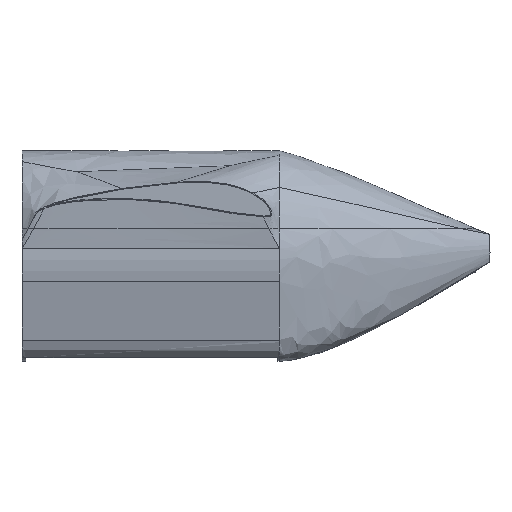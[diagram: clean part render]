
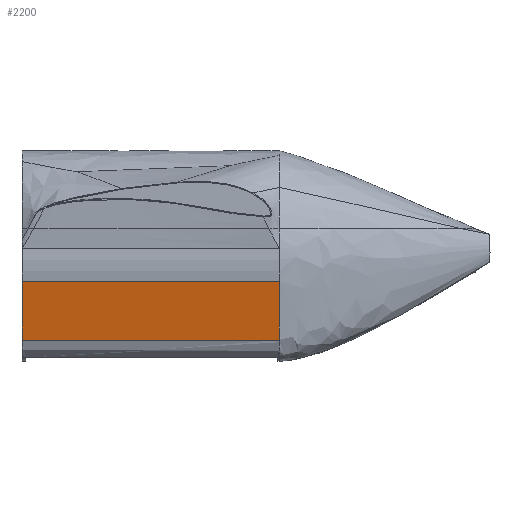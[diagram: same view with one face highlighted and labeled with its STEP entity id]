
A CAD part, left-side view. The second image highlights one B-rep face of the part: STEP entity #2200.
In plain terms, the highlighted planar face has unit normal (-0.982, 0, -0.189).
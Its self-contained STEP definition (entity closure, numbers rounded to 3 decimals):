
#162=B_SPLINE_CURVE_WITH_KNOTS('',3,(#8302,#8303,#8304,#8305,#8306,#8307),
 .UNSPECIFIED.,.F.,.F.,(4,2,4),(0.201,0.351,0.512),
 .UNSPECIFIED.);
#313=PLANE('',#2353);
#390=FACE_OUTER_BOUND('',#522,.T.);
#522=EDGE_LOOP('',(#1753,#1754,#1755,#1756));
#685=LINE('',#8292,#827);
#688=LINE('',#8309,#830);
#689=LINE('',#8310,#831);
#827=VECTOR('',#2621,10.);
#830=VECTOR('',#2630,10.);
#831=VECTOR('',#2631,8.481);
#1032=VERTEX_POINT('',#8284);
#1033=VERTEX_POINT('',#8291);
#1037=VERTEX_POINT('',#8301);
#1038=VERTEX_POINT('',#8308);
#1306=EDGE_CURVE('',#1033,#1032,#685,.T.);
#1311=EDGE_CURVE('',#1032,#1037,#162,.T.);
#1312=EDGE_CURVE('',#1038,#1037,#688,.T.);
#1313=EDGE_CURVE('',#1033,#1038,#689,.T.);
#1753=ORIENTED_EDGE('',*,*,#1311,.T.);
#1754=ORIENTED_EDGE('',*,*,#1312,.F.);
#1755=ORIENTED_EDGE('',*,*,#1313,.F.);
#1756=ORIENTED_EDGE('',*,*,#1306,.T.);
#2200=ADVANCED_FACE('',(#390),#313,.T.);
#2353=AXIS2_PLACEMENT_3D('',#8300,#2628,#2629);
#2621=DIRECTION('',(0.,-1.,0.));
#2628=DIRECTION('center_axis',(-0.982,0.,-0.189));
#2629=DIRECTION('ref_axis',(-0.189,0.,0.982));
#2630=DIRECTION('',(0.,-1.,0.));
#2631=DIRECTION('',(-0.189,0.,0.982));
#8284=CARTESIAN_POINT('',(-60.584,135.,-60.65));
#8291=CARTESIAN_POINT('',(-60.584,300.,-60.65));
#8292=CARTESIAN_POINT('',(-60.584,300.,-60.65));
#8300=CARTESIAN_POINT('Origin',(-67.769,300.,-23.25));
#8301=CARTESIAN_POINT('',(-67.769,135.,-23.25));
#8302=CARTESIAN_POINT('Ctrl Pts',(-60.589,135.,-60.653));
#8303=CARTESIAN_POINT('Ctrl Pts',(-61.67,135.,-54.988));
#8304=CARTESIAN_POINT('Ctrl Pts',(-62.84,135.,-48.923));
#8305=CARTESIAN_POINT('Ctrl Pts',(-65.179,135.,-36.741));
#8306=CARTESIAN_POINT('Ctrl Pts',(-66.501,135.,-29.853));
#8307=CARTESIAN_POINT('Ctrl Pts',(-67.773,135.,-23.25));
#8308=CARTESIAN_POINT('',(-67.769,300.,-23.25));
#8309=CARTESIAN_POINT('',(-67.769,300.,-23.25));
#8310=CARTESIAN_POINT('',(-60.584,300.,-60.65));
